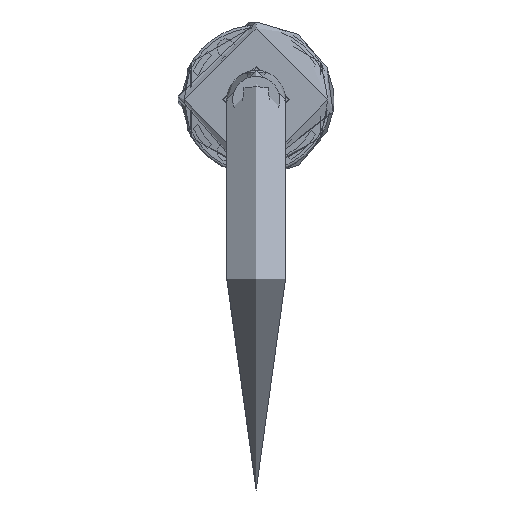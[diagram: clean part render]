
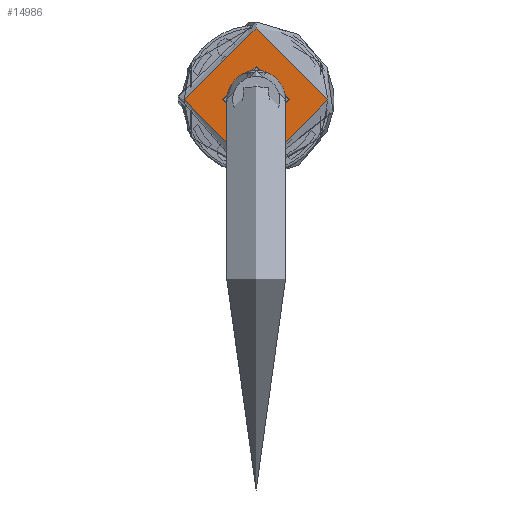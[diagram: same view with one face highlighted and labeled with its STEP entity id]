
A CAD part, left-side view. The second image highlights one B-rep face of the part: STEP entity #14986.
In plain terms, the highlighted face is planar.
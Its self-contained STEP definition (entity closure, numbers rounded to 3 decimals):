
#727 = AXIS2_PLACEMENT_3D ( 'NONE', #18802, #18552, #17149 ) ;
#3766 = EDGE_CURVE ( 'NONE', #13157, #13157, #19101, .T. ) ;
#4760 = DIRECTION ( 'NONE',  ( 1., 0., 0. ) ) ;
#4923 = FACE_BOUND ( 'NONE', #15208, .T. ) ;
#5343 = AXIS2_PLACEMENT_3D ( 'NONE', #10796, #15363, #4760 ) ;
#6184 = CARTESIAN_POINT ( 'NONE',  ( 11.3, 0., 10.5 ) ) ;
#10796 = CARTESIAN_POINT ( 'NONE',  ( 0., 0., 10.5 ) ) ;
#12336 = CARTESIAN_POINT ( 'NONE',  ( 24., 0., 10.5 ) ) ;
#13157 = VERTEX_POINT ( 'NONE', #6184 ) ;
#14462 = CARTESIAN_POINT ( 'NONE',  ( 0., 0., 10.5 ) ) ;
#14986 = ADVANCED_FACE ( 'NONE', ( #4923, #19571 ), #16788, .T. ) ;
#15208 = EDGE_LOOP ( 'NONE', ( #17702 ) ) ;
#15363 = DIRECTION ( 'NONE',  ( 0., 0., 1. ) ) ;
#15982 = ORIENTED_EDGE ( 'NONE', *, *, #16231, .T. ) ;
#16024 = AXIS2_PLACEMENT_3D ( 'NONE', #14462, #16161, #17688 ) ;
#16161 = DIRECTION ( 'NONE',  ( 0., 0., 1. ) ) ;
#16231 = EDGE_CURVE ( 'NONE', #17516, #17516, #19311, .T. ) ;
#16788 = PLANE ( 'NONE',  #5343 ) ;
#17149 = DIRECTION ( 'NONE',  ( 1., 0., 0. ) ) ;
#17516 = VERTEX_POINT ( 'NONE', #12336 ) ;
#17688 = DIRECTION ( 'NONE',  ( 1., 0., 0. ) ) ;
#17702 = ORIENTED_EDGE ( 'NONE', *, *, #3766, .F. ) ;
#18552 = DIRECTION ( 'NONE',  ( 0., 0., 1. ) ) ;
#18763 = EDGE_LOOP ( 'NONE', ( #15982 ) ) ;
#18802 = CARTESIAN_POINT ( 'NONE',  ( 0., 0., 10.5 ) ) ;
#19101 = CIRCLE ( 'NONE', #727, 11.3 ) ;
#19311 = CIRCLE ( 'NONE', #16024, 24. ) ;
#19571 = FACE_OUTER_BOUND ( 'NONE', #18763, .T. ) ;
